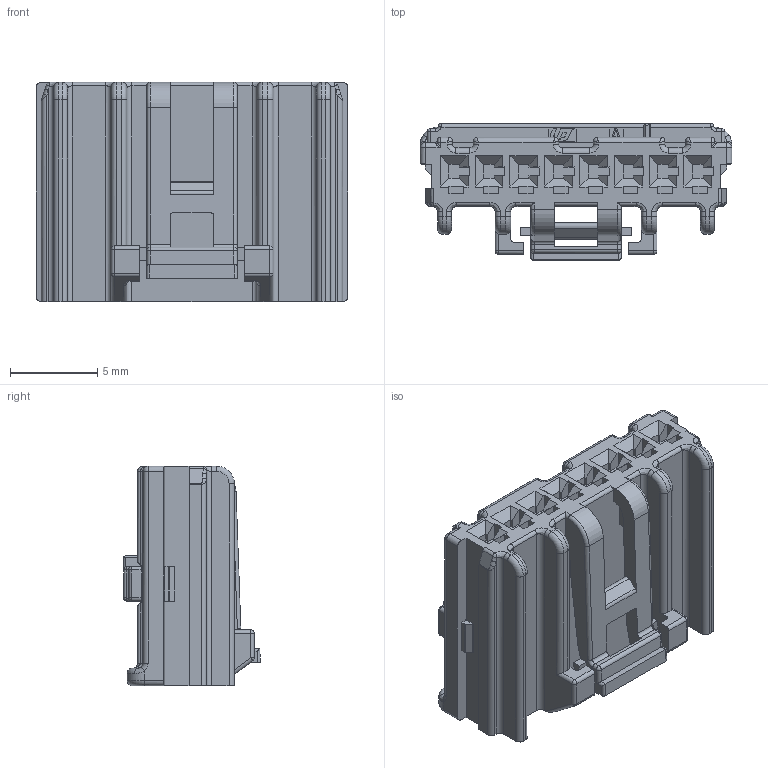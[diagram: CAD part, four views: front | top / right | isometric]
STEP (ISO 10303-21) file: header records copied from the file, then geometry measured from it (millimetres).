
FILE_DESCRIPTION((''),'2;1');
FILE_NAME('020_D_8F_HSG_REV1_12','2019-07-18T',('drkoo'),(''),'CREO PARAMETRIC BY PTC INC, 2017300','CREO PARAMETRIC BY PTC INC, 2017300','');
FILE_SCHEMA(('CONFIG_CONTROL_DESIGN'));
Length unit declared in the file: millimetre
Products named in the file (1): 020_D_8F_HSG_REV1_12
Bounding box: 17.9 x 7.84 x 12.6 mm (x, y, z)
Volume: 959.6 mm3; surface area: 1131 mm2
Topology: 1 solids, 1 shells, 783 faces, 2090 edges, 1320 vertices
Faces by surface type: plane 523, cylinder 180, bspline 42, torus 30, sphere 8
Entity records: 26624 total; most frequent: CARTESIAN_POINT 7380, ORIENTED_EDGE 4164, DIRECTION 3741, EDGE_CURVE 2082, VECTOR 1605, LINE 1605, VERTEX_POINT 1320, AXIS2_PLACEMENT_3D 1068
